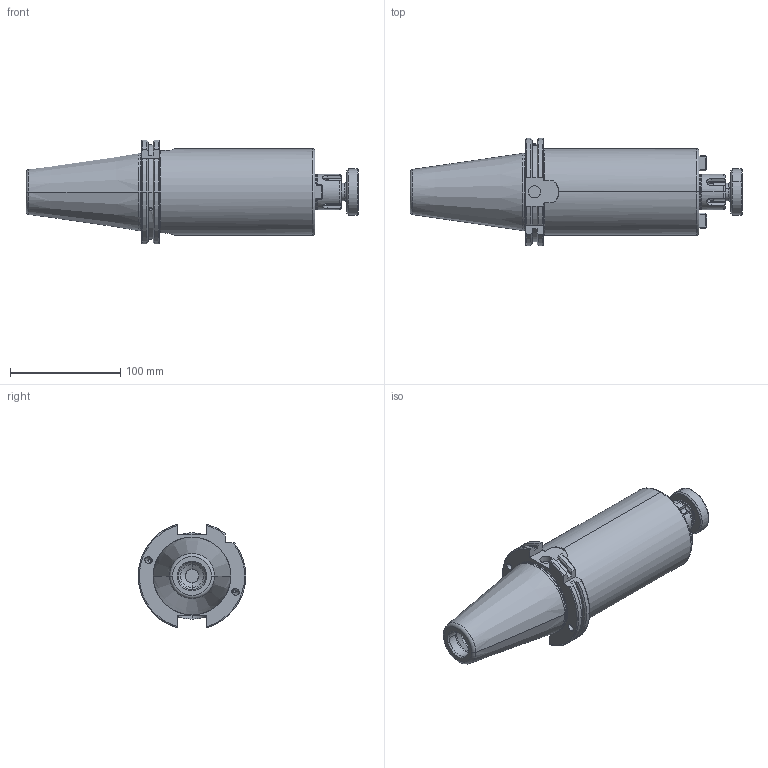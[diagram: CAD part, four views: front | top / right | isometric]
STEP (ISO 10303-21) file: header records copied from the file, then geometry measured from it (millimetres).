
FILE_DESCRIPTION (( 'STEP AP203' ), '1' );
FILE_NAME ('91506-AS332160.STEP', '2021-10-05T10:39:08', ( '' ), ( '' ), 'SwSTEP 2.0', 'SolidWorks 2018', '' );
FILE_SCHEMA (( 'CONFIG_CONTROL_DESIGN' ));
Length unit declared in the file: millimetre
Products named in the file (15): 91506-AS332160; CCS-M16-32-2; SK50SMS32160FTCWWR02; CCS-M16-32; M4X4_DIN 913 - M4 x 4-N; PLUG KEY 14-32; M4X4
Assembly tree (9 placements, depth 4):
  91506-AS332160
    SK50SMS32160FTCWWR02
      SK50SMS32160FTCWWR02
      CCS-M16-32
        CCS-M16-32
        CCS-M16-32-2
      M4X4_DIN 913 - M4 x 4-N  x2
      PLUG KEY 14-32  x2
  SK50SMS32160FTCWWR02
  CCS-M16-32
  CCS-M16-32-2
  M4X4
Bounding box: 300.75 x 97.5 x 94.05 mm (x, y, z)
Volume: 1019864.2 mm3; surface area: 98597.8 mm2
Topology: 7 solids, 7 shells, 328 faces, 812 edges, 504 vertices
Faces by surface type: plane 110, cylinder 102, cone 68, torus 40, sphere 8
Entity records: 10927 total; most frequent: CARTESIAN_POINT 2941, DIRECTION 1413, ORIENTED_EDGE 1372, EDGE_CURVE 686, AXIS2_PLACEMENT_3D 564, VERTEX_POINT 426, EDGE_LOOP 302, LINE 285
